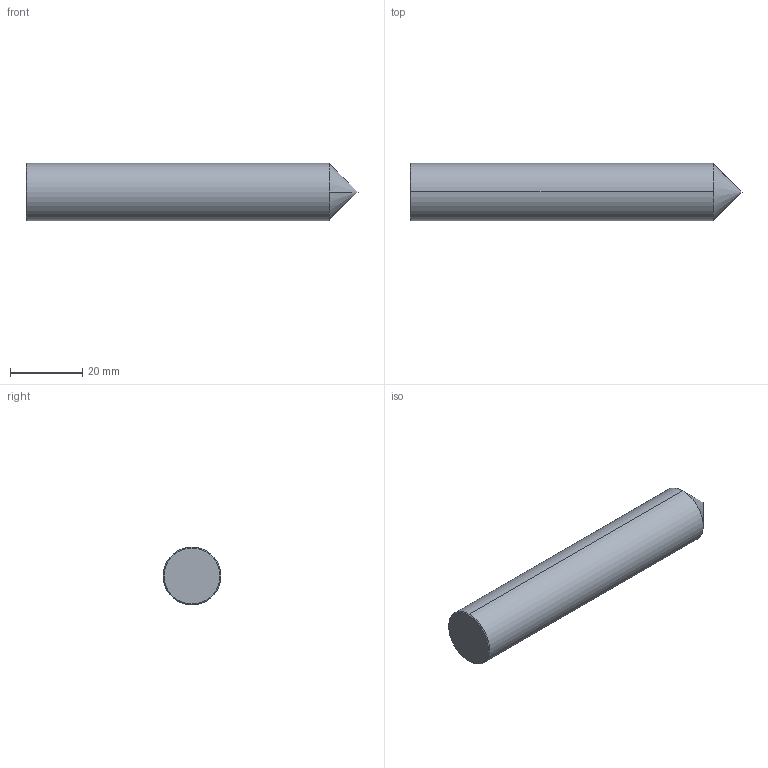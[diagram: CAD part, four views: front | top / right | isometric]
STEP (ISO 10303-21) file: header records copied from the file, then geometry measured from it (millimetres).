
FILE_DESCRIPTION((''),'2;1');
FILE_NAME('5256216000_ASM','2020-09-29T09:06:21',('SCHMIDTST'),(''),'CREO PARAMETRIC BY PTC INC, 2018400','CREO PARAMETRIC BY PTC INC, 2018400','');
FILE_SCHEMA(('AUTOMOTIVE_DESIGN { 1 0 10303 214 1 1 1 1 }'));
Length unit declared in the file: millimetre
Products named in the file (3): 5256216000NC; 5256216000C; 5256216000_ASM
Assembly tree (2 placements, depth 2):
  5256216000_ASM
    5256216000NC
    5256216000C
Bounding box: 92 x 16 x 16 mm (x, y, z)
Volume: 17423.8 mm3; surface area: 5102.4 mm2
Topology: 2 solids, 2 shells, 9 faces, 17 edges, 11 vertices
Faces by surface type: cone 4, plane 3, cylinder 2
Entity records: 1278 total; most frequent: DIRECTION 120, PROPERTY_DEFINITION 116, REPRESENTATION 114, PROPERTY_DEFINITION_REPRESENTATION 114, CARTESIAN_POINT 85, DESCRIPTIVE_REPRESENTATION_ITEM 77, GENERAL_PROPERTY 74, GENERAL_PROPERTY_ASSOCIATION 74
